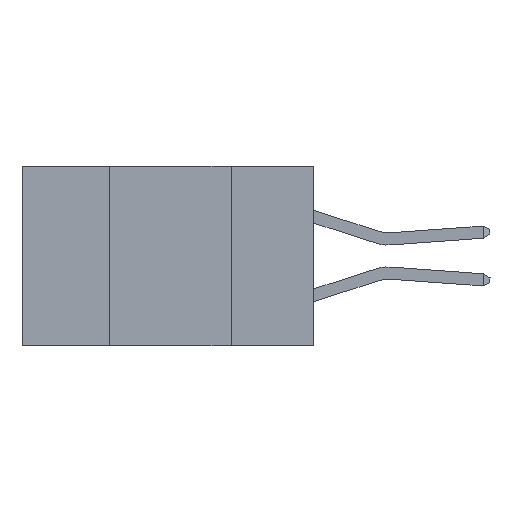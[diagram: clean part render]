
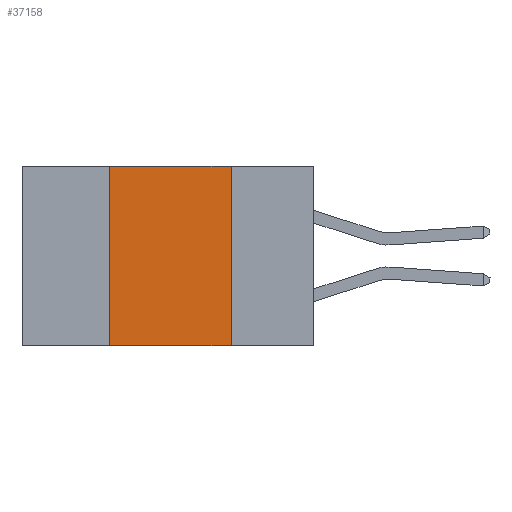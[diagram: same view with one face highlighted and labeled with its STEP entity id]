
A CAD part, left-side view. The second image highlights one B-rep face of the part: STEP entity #37158.
In plain terms, the highlighted planar face has unit normal (-1, 0, 0).
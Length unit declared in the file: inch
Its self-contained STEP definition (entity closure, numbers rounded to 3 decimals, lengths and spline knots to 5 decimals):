
#330 = VERTEX_POINT ( 'NONE', #23755 ) ;
#2345 = CARTESIAN_POINT ( 'NONE',  ( 0., 0.42, 0. ) ) ;
#3702 = DIRECTION ( 'NONE',  ( 0., -1., 0. ) ) ;
#8353 = CARTESIAN_POINT ( 'NONE',  ( 0., 0.42, 0. ) ) ;
#8825 = DIRECTION ( 'NONE',  ( 0., -1., 0. ) ) ;
#9785 = LINE ( 'NONE', #8353, #18696 ) ;
#10606 = CARTESIAN_POINT ( 'NONE',  ( 0., 0.17, 0. ) ) ;
#11200 = DIRECTION ( 'NONE',  ( 0., 0., 1. ) ) ;
#12079 = VECTOR ( 'NONE', #3702, 39.37008 ) ;
#12231 = CARTESIAN_POINT ( 'NONE',  ( 0., 0.6, -0.37 ) ) ;
#12410 = PLANE ( 'NONE',  #16285 ) ;
#13897 = EDGE_CURVE ( 'NONE', #26676, #330, #29644, .T. ) ;
#14301 = VECTOR ( 'NONE', #8825, 39.37008 ) ;
#16285 = AXIS2_PLACEMENT_3D ( 'NONE', #30525, #36751, #25030 ) ;
#16415 = ORIENTED_EDGE ( 'NONE', *, *, #24707, .F. ) ;
#16618 = DIRECTION ( 'NONE',  ( 0., 0., -1. ) ) ;
#17463 = VERTEX_POINT ( 'NONE', #27452 ) ;
#17816 = VERTEX_POINT ( 'NONE', #2345 ) ;
#18696 = VECTOR ( 'NONE', #11200, 39.37008 ) ;
#18911 = FACE_OUTER_BOUND ( 'NONE', #28570, .T. ) ;
#20856 = ORIENTED_EDGE ( 'NONE', *, *, #27217, .F. ) ;
#20865 = CARTESIAN_POINT ( 'NONE',  ( 0., 0.6, 0. ) ) ;
#21447 = ORIENTED_EDGE ( 'NONE', *, *, #35935, .T. ) ;
#21664 = VECTOR ( 'NONE', #16618, 39.37008 ) ;
#23755 = CARTESIAN_POINT ( 'NONE',  ( 0., 0.17, -0.37 ) ) ;
#24424 = CARTESIAN_POINT ( 'NONE',  ( 0., 0.17, 0. ) ) ;
#24707 = EDGE_CURVE ( 'NONE', #17463, #17816, #9785, .T. ) ;
#25030 = DIRECTION ( 'NONE',  ( 0., 0., -1. ) ) ;
#26676 = VERTEX_POINT ( 'NONE', #24424 ) ;
#27108 = LINE ( 'NONE', #12231, #12079 ) ;
#27217 = EDGE_CURVE ( 'NONE', #17816, #26676, #29773, .T. ) ;
#27452 = CARTESIAN_POINT ( 'NONE',  ( 0., 0.42, -0.37 ) ) ;
#28570 = EDGE_LOOP ( 'NONE', ( #33175, #20856, #16415, #21447 ) ) ;
#29644 = LINE ( 'NONE', #10606, #21664 ) ;
#29773 = LINE ( 'NONE', #20865, #14301 ) ;
#30525 = CARTESIAN_POINT ( 'NONE',  ( 0., 0.6, 0. ) ) ;
#33175 = ORIENTED_EDGE ( 'NONE', *, *, #13897, .F. ) ;
#35935 = EDGE_CURVE ( 'NONE', #17463, #330, #27108, .T. ) ;
#36751 = DIRECTION ( 'NONE',  ( 1., 0., 0. ) ) ;
#37158 = ADVANCED_FACE ( 'NONE', ( #18911 ), #12410, .F. ) ;
